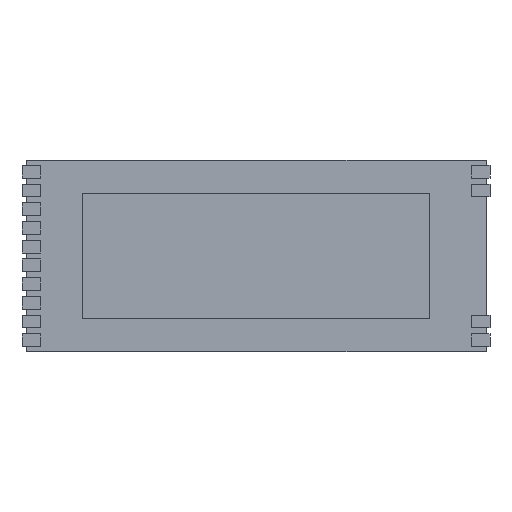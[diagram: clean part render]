
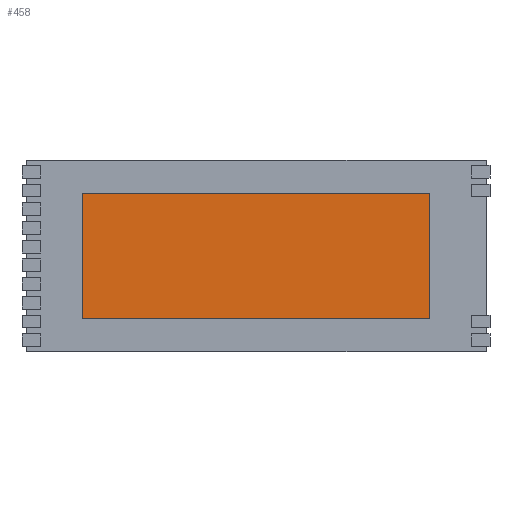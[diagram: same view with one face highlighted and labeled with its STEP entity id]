
A CAD part, top view. The second image highlights one B-rep face of the part: STEP entity #458.
In plain terms, the highlighted planar face has unit normal (0, 0, 1).
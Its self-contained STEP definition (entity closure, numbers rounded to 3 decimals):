
#310=CARTESIAN_POINT('',(23.547,-8.484,2.2));
#311=VERTEX_POINT('',#310);
#312=CARTESIAN_POINT('',(-23.547,-8.484,2.2));
#313=VERTEX_POINT('',#312);
#314=CARTESIAN_POINT('',(23.547,-8.484,2.2));
#315=DIRECTION('',(-1.,-0.,0.));
#316=VECTOR('',#315,47.094);
#317=LINE('',#314,#316);
#318=EDGE_CURVE('',#311,#313,#317,.T.);
#350=CARTESIAN_POINT('',(-23.547,8.484,2.2));
#351=VERTEX_POINT('',#350);
#352=CARTESIAN_POINT('',(-23.547,-8.484,2.2));
#353=DIRECTION('',(-0.,1.,0.));
#354=VECTOR('',#353,16.967);
#355=LINE('',#352,#354);
#356=EDGE_CURVE('',#313,#351,#355,.T.);
#381=CARTESIAN_POINT('',(23.547,8.484,2.2));
#382=VERTEX_POINT('',#381);
#383=CARTESIAN_POINT('',(-23.547,8.484,2.2));
#384=DIRECTION('',(1.,0.,0.));
#385=VECTOR('',#384,47.094);
#386=LINE('',#383,#385);
#387=EDGE_CURVE('',#351,#382,#386,.T.);
#412=CARTESIAN_POINT('',(23.547,8.484,2.2));
#413=DIRECTION('',(0.,-1.,0.));
#414=VECTOR('',#413,16.967);
#415=LINE('',#412,#414);
#416=EDGE_CURVE('',#382,#311,#415,.T.);
#447=CARTESIAN_POINT('',(0.,0.,2.2));
#448=DIRECTION('',(0.,0.,1.));
#449=DIRECTION('',(1.,0.,0.));
#450=AXIS2_PLACEMENT_3D('',#447,#448,#449);
#451=PLANE('',#450);
#452=ORIENTED_EDGE('',*,*,#318,.F.);
#453=ORIENTED_EDGE('',*,*,#416,.F.);
#454=ORIENTED_EDGE('',*,*,#387,.F.);
#455=ORIENTED_EDGE('',*,*,#356,.F.);
#456=EDGE_LOOP('',(#452,#453,#454,#455));
#457=FACE_BOUND('',#456,.T.);
#458=ADVANCED_FACE('',(#457),#451,.T.);
